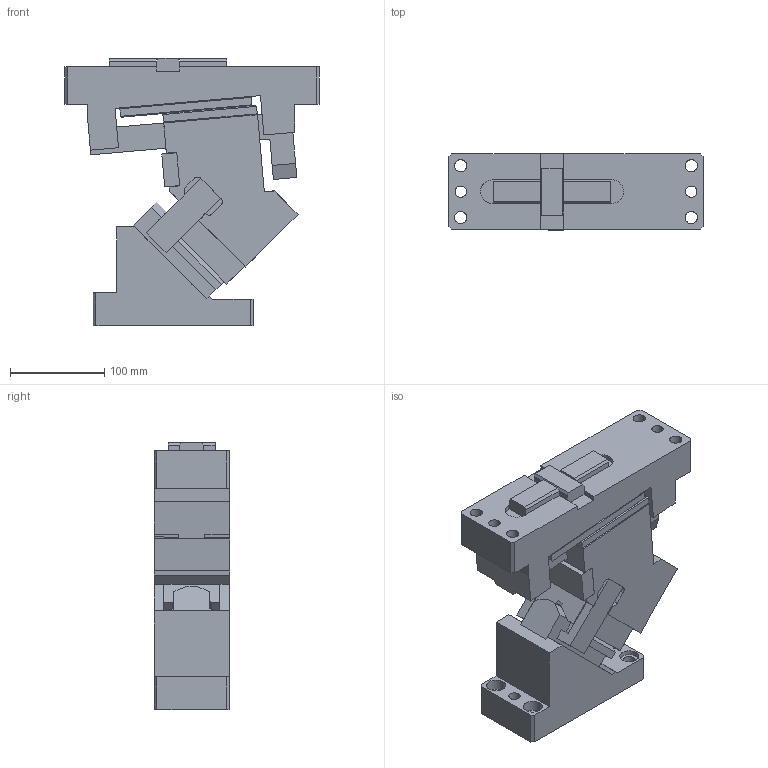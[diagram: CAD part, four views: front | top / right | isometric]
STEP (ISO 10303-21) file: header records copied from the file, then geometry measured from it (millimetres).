
FILE_DESCRIPTION(('CATIA V5 STEP Exchange'),'2;1');
FILE_NAME('CACN_80_45.stp','2015-04-27T14:36:34+00:00',('none'),('none'),'CATIA Version 5 Release 19 SP 2 (IN-10)','CATIA V5 STEP AP203','none');
FILE_SCHEMA(('CONFIG_CONTROL_DESIGN'));
Length unit declared in the file: millimetre
Products named in the file (1): CACN_80_45
Bounding box: 270 x 80.66 x 284 mm (x, y, z)
Volume: 3363966.5 mm3; surface area: 320970.9 mm2
Topology: 3 solids, 3 shells, 276 faces, 776 edges, 510 vertices
Faces by surface type: plane 208, cylinder 68
Entity records: 10040 total; most frequent: CARTESIAN_POINT 3257, ORIENTED_EDGE 1552, DIRECTION 1110, EDGE_CURVE 776, VECTOR 632, LINE 632, VERTEX_POINT 510, EDGE_LOOP 310
